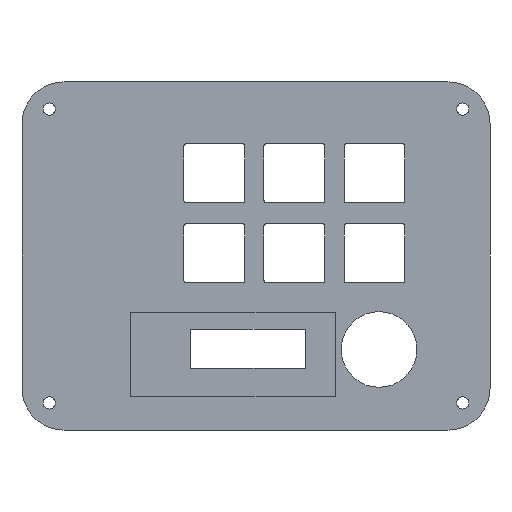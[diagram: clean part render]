
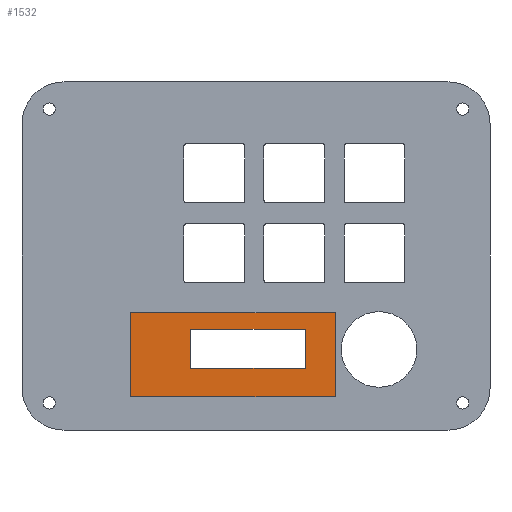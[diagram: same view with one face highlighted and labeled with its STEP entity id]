
A CAD part, front view. The second image highlights one B-rep face of the part: STEP entity #1532.
In plain terms, the highlighted planar face has unit normal (0, -1, 0).
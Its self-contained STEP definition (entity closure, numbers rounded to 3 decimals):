
#14=FACE_BOUND('',#171,.T.);
#47=PLANE('',#1639);
#94=FACE_OUTER_BOUND('',#170,.T.);
#170=EDGE_LOOP('',(#1028,#1029,#1030,#1031));
#171=EDGE_LOOP('',(#1032,#1033,#1034,#1035));
#277=LINE('',#2252,#426);
#281=LINE('',#2259,#430);
#284=LINE('',#2265,#433);
#286=LINE('',#2268,#435);
#287=LINE('',#2272,#436);
#288=LINE('',#2274,#437);
#289=LINE('',#2276,#438);
#290=LINE('',#2277,#439);
#426=VECTOR('',#1815,10.);
#430=VECTOR('',#1821,10.);
#433=VECTOR('',#1826,10.);
#435=VECTOR('',#1830,10.);
#436=VECTOR('',#1833,10.);
#437=VECTOR('',#1834,10.);
#438=VECTOR('',#1835,10.);
#439=VECTOR('',#1836,10.);
#641=VERTEX_POINT('',#2249);
#642=VERTEX_POINT('',#2251);
#644=VERTEX_POINT('',#2257);
#646=VERTEX_POINT('',#2263);
#647=VERTEX_POINT('',#2270);
#648=VERTEX_POINT('',#2271);
#649=VERTEX_POINT('',#2273);
#650=VERTEX_POINT('',#2275);
#791=EDGE_CURVE('',#641,#642,#277,.T.);
#795=EDGE_CURVE('',#644,#641,#281,.T.);
#798=EDGE_CURVE('',#646,#644,#284,.T.);
#800=EDGE_CURVE('',#642,#646,#286,.T.);
#801=EDGE_CURVE('',#647,#648,#287,.T.);
#802=EDGE_CURVE('',#649,#647,#288,.T.);
#803=EDGE_CURVE('',#650,#649,#289,.T.);
#804=EDGE_CURVE('',#648,#650,#290,.T.);
#1028=ORIENTED_EDGE('',*,*,#800,.F.);
#1029=ORIENTED_EDGE('',*,*,#791,.F.);
#1030=ORIENTED_EDGE('',*,*,#795,.F.);
#1031=ORIENTED_EDGE('',*,*,#798,.F.);
#1032=ORIENTED_EDGE('',*,*,#801,.F.);
#1033=ORIENTED_EDGE('',*,*,#802,.F.);
#1034=ORIENTED_EDGE('',*,*,#803,.F.);
#1035=ORIENTED_EDGE('',*,*,#804,.F.);
#1532=ADVANCED_FACE('',(#94,#14),#47,.F.);
#1639=AXIS2_PLACEMENT_3D('',#2269,#1831,#1832);
#1815=DIRECTION('',(0.,0.,1.));
#1821=DIRECTION('',(-1.,0.,0.));
#1826=DIRECTION('',(0.,0.,-1.));
#1830=DIRECTION('',(1.,0.,0.));
#1831=DIRECTION('center_axis',(0.,1.,0.));
#1832=DIRECTION('ref_axis',(0.,0.,1.));
#1833=DIRECTION('',(0.,0.,1.));
#1834=DIRECTION('',(1.,0.,0.));
#1835=DIRECTION('',(0.,0.,-1.));
#1836=DIRECTION('',(-1.,0.,0.));
#2249=CARTESIAN_POINT('',(-37.579,0.5,-33.707));
#2251=CARTESIAN_POINT('',(-37.579,0.5,-13.649));
#2252=CARTESIAN_POINT('',(-37.579,0.5,-13.649));
#2257=CARTESIAN_POINT('',(11.146,0.5,-33.707));
#2259=CARTESIAN_POINT('',(-37.579,0.5,-33.707));
#2263=CARTESIAN_POINT('',(11.146,0.5,-13.649));
#2265=CARTESIAN_POINT('',(11.146,0.5,-33.707));
#2268=CARTESIAN_POINT('',(11.146,0.5,-13.649));
#2269=CARTESIAN_POINT('Origin',(-13.217,0.5,-23.678));
#2270=CARTESIAN_POINT('',(4.036,0.5,-26.85));
#2271=CARTESIAN_POINT('',(4.036,0.5,-17.55));
#2272=CARTESIAN_POINT('',(4.036,0.5,-25.264));
#2273=CARTESIAN_POINT('',(-23.314,0.5,-26.85));
#2274=CARTESIAN_POINT('',(-18.265,0.5,-26.85));
#2275=CARTESIAN_POINT('',(-23.314,0.5,-17.55));
#2276=CARTESIAN_POINT('',(-23.314,0.5,-20.614));
#2277=CARTESIAN_POINT('',(-4.59,0.5,-17.55));
